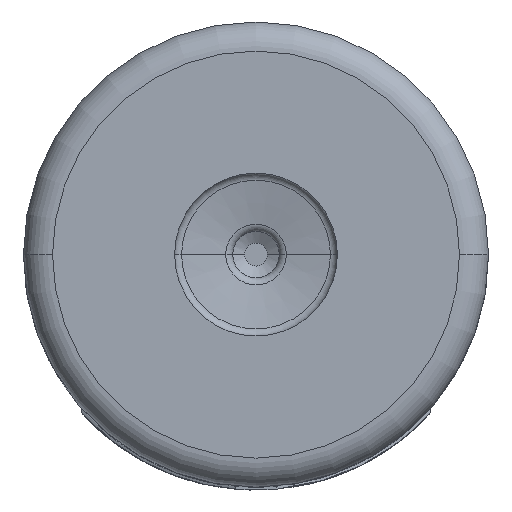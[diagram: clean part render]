
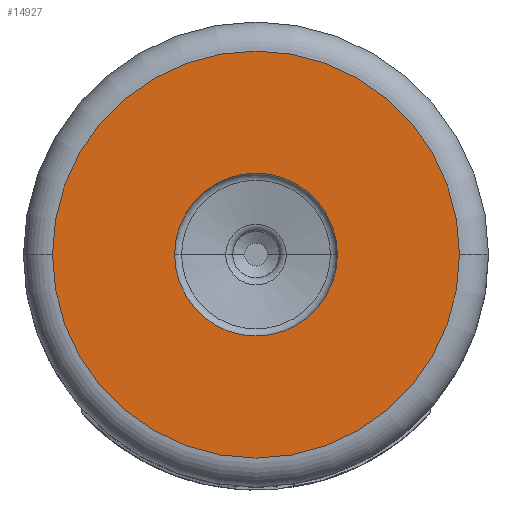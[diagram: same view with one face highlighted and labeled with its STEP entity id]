
A CAD part, front view. The second image highlights one B-rep face of the part: STEP entity #14927.
In plain terms, the highlighted planar face has unit normal (0, -1, 0).
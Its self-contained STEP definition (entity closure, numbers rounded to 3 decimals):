
#2140=CARTESIAN_POINT('',(0.,-4.,0.));
#2141=DIRECTION('',(0.,-1.,0.));
#2142=DIRECTION('',(1.,0.,0.));
#2143=AXIS2_PLACEMENT_3D('',#2140,#2141,#2142);
#2155=CARTESIAN_POINT('',(0.,-4.,0.));
#2156=DIRECTION('',(0.,-1.,0.));
#2157=DIRECTION('',(-1.,0.,0.));
#2158=AXIS2_PLACEMENT_3D('',#2155,#2156,#2157);
#2160=CARTESIAN_POINT('',(0.,-4.,0.));
#2161=DIRECTION('',(0.,-1.,0.));
#2162=DIRECTION('',(1.,0.,0.));
#2163=AXIS2_PLACEMENT_3D('',#2160,#2161,#2162);
#2165=CARTESIAN_POINT('',(0.,-4.,0.));
#2166=DIRECTION('',(0.,-1.,0.));
#2167=DIRECTION('',(-1.,0.,0.));
#2168=AXIS2_PLACEMENT_3D('',#2165,#2166,#2167);
#12633=CARTESIAN_POINT('',(-1.4,-4.,0.));
#12634=CARTESIAN_POINT('',(1.4,-4.,0.));
#12635=VERTEX_POINT('',#12633);
#12636=VERTEX_POINT('',#12634);
#12637=CARTESIAN_POINT('',(3.5,-4.,0.));
#12638=CARTESIAN_POINT('',(-3.5,-4.,0.));
#12639=VERTEX_POINT('',#12637);
#12640=VERTEX_POINT('',#12638);
#14911=CARTESIAN_POINT('',(0.,-4.,0.));
#14912=DIRECTION('',(0.,1.,0.));
#14913=DIRECTION('',(1.,0.,0.));
#14914=AXIS2_PLACEMENT_3D('',#14911,#14912,#14913);
#14915=PLANE('',#14914);
#14916=ORIENTED_EDGE('',*,*,#14901,.F.);
#14918=ORIENTED_EDGE('',*,*,#14917,.F.);
#14919=EDGE_LOOP('',(#14916,#14918));
#14920=FACE_OUTER_BOUND('',#14919,.F.);
#14922=ORIENTED_EDGE('',*,*,#14921,.T.);
#14924=ORIENTED_EDGE('',*,*,#14923,.T.);
#14925=EDGE_LOOP('',(#14922,#14924));
#14926=FACE_BOUND('',#14925,.F.);
#14927=ADVANCED_FACE('',(#14920,#14926),#14915,.F.);
#2144=CIRCLE('',#2143,3.5);
#2159=CIRCLE('',#2158,1.4);
#2164=CIRCLE('',#2163,1.4);
#2169=CIRCLE('',#2168,3.5);
#14901=EDGE_CURVE('',#12639,#12640,#2144,.T.);
#14917=EDGE_CURVE('',#12640,#12639,#2169,.T.);
#14921=EDGE_CURVE('',#12635,#12636,#2159,.T.);
#14923=EDGE_CURVE('',#12636,#12635,#2164,.T.);
